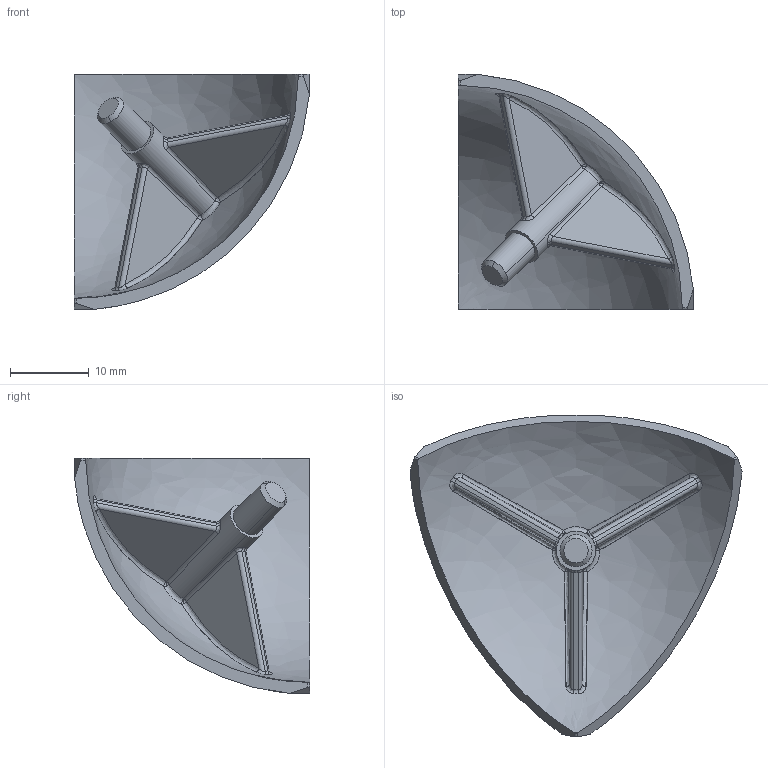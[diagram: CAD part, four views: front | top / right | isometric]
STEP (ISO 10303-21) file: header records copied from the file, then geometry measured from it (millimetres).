
FILE_DESCRIPTION (( 'STEP AP203' ), '1' );
FILE_NAME ('262310006.STEP', '2022-08-30T15:30:07', ( '' ), ( '' ), 'SwSTEP 2.0', 'SolidWorks 2014', '' );
FILE_SCHEMA (( 'CONFIG_CONTROL_DESIGN' ));
Length unit declared in the file: millimetre
Products named in the file (1): 262310006
Bounding box: 29.93 x 29.93 x 29.93 mm (x, y, z)
Volume: 2911.8 mm3; surface area: 3718.2 mm2
Topology: 1 solids, 1 shells, 87 faces, 212 edges, 125 vertices
Faces by surface type: bspline 55, plane 17, cylinder 13, cone 2
Entity records: 3959 total; most frequent: CARTESIAN_POINT 2180, ORIENTED_EDGE 416, DIRECTION 294, EDGE_CURVE 208, AXIS2_PLACEMENT_3D 132, VERTEX_POINT 125, CIRCLE 99, EDGE_LOOP 89
